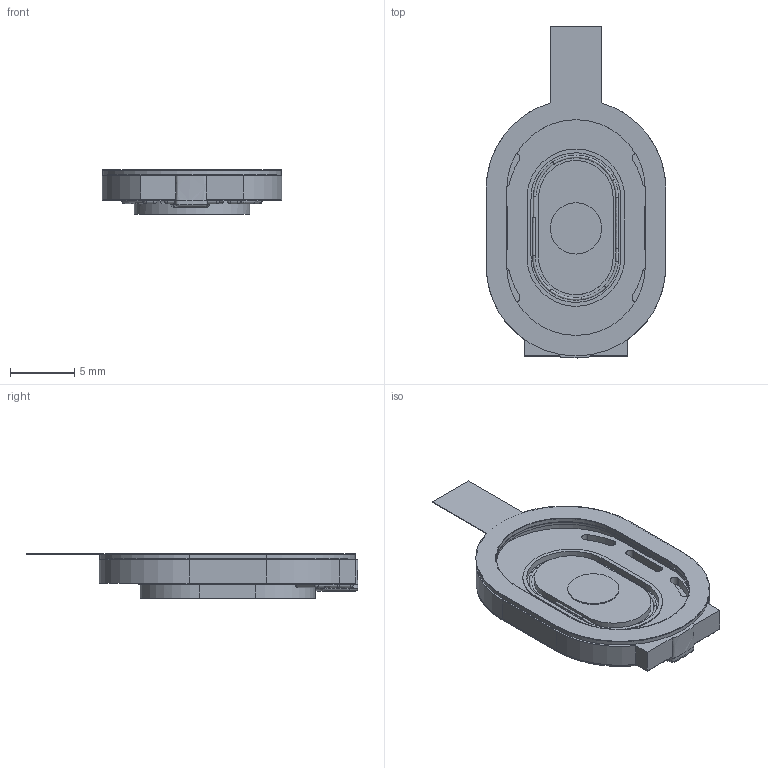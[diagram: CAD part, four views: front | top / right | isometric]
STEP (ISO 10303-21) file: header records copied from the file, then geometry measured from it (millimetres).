
FILE_DESCRIPTION(('FreeCAD Model'),'2;1');
FILE_NAME('PUI_AS02008MO-R.step','2018-11-03T12:54:42',('Stefan Hamminga'),(''), 'Open CASCADE STEP processor 7.3','FreeCAD','Unknown');
FILE_SCHEMA(('AUTOMOTIVE_DESIGN_CC2 { 1 2 10303 214 -1 1 5 4 }'));
Length unit declared in the file: millimetre
Products named in the file (1): PUI_AS02008MO_R
Bounding box: 14 x 25.85 x 3.5 mm (x, y, z)
Volume: 386.9 mm3; surface area: 1182.7 mm2
Topology: 2 solids, 2 shells, 238 faces, 633 edges, 395 vertices
Faces by surface type: plane 95, cylinder 58, revolution 35, bspline 30, sphere 14, torus 6
Entity records: 13244 total; most frequent: CARTESIAN_POINT 7371, ORIENTED_EDGE 1234, DIRECTION 1175, EDGE_CURVE 617, AXIS2_PLACEMENT_3D 402, VERTEX_POINT 395, LINE 336, VECTOR 336
